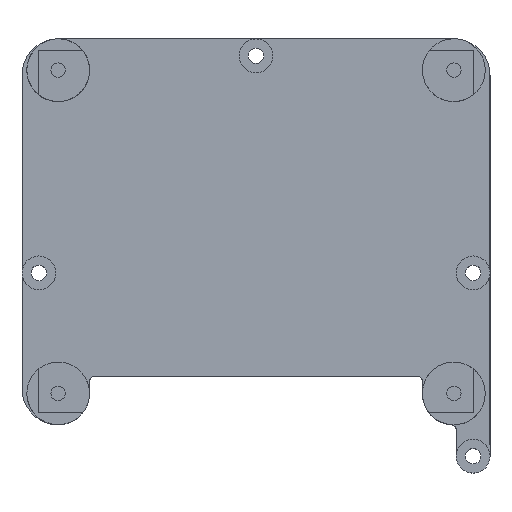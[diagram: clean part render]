
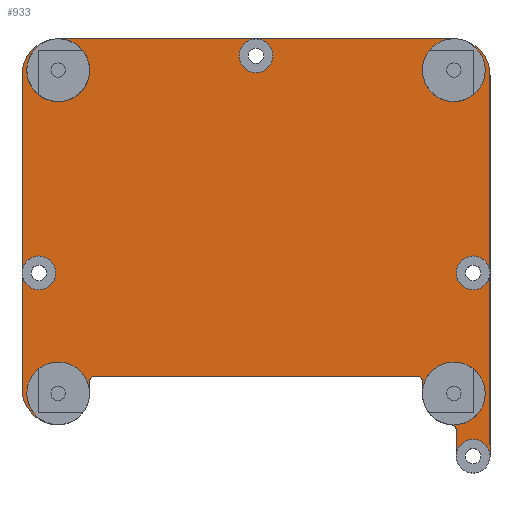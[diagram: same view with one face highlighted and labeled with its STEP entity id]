
A CAD part, top view. The second image highlights one B-rep face of the part: STEP entity #933.
In plain terms, the highlighted planar face has unit normal (0, 0, -1).
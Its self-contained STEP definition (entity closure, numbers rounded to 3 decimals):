
#41=FACE_BOUND('',#110,.T.);
#42=FACE_BOUND('',#111,.T.);
#43=FACE_BOUND('',#112,.T.);
#44=FACE_BOUND('',#113,.T.);
#53=FACE_OUTER_BOUND('',#109,.T.);
#109=EDGE_LOOP('',(#622,#623,#624,#625,#626,#627,#628,#629,#630,#631,#632,
#633,#634,#635,#636,#637));
#110=EDGE_LOOP('',(#638));
#111=EDGE_LOOP('',(#639));
#112=EDGE_LOOP('',(#640));
#113=EDGE_LOOP('',(#641));
#177=LINE('',#1451,#255);
#178=LINE('',#1455,#256);
#179=LINE('',#1459,#257);
#180=LINE('',#1463,#258);
#181=LINE('',#1469,#259);
#182=LINE('',#1473,#260);
#183=LINE('',#1476,#261);
#255=VECTOR('',#1137,10.);
#256=VECTOR('',#1140,10.);
#257=VECTOR('',#1143,10.);
#258=VECTOR('',#1146,10.);
#259=VECTOR('',#1151,10.);
#260=VECTOR('',#1154,10.);
#261=VECTOR('',#1157,10.);
#333=CIRCLE('',#1013,6.5);
#334=CIRCLE('',#1014,7.5);
#335=CIRCLE('',#1015,7.5);
#336=CIRCLE('',#1016,7.5);
#337=CIRCLE('',#1017,3.5);
#338=CIRCLE('',#1018,1.);
#339=CIRCLE('',#1019,6.5);
#340=CIRCLE('',#1020,1.);
#341=CIRCLE('',#1021,1.);
#342=CIRCLE('',#1022,1.6);
#343=CIRCLE('',#1023,1.6);
#344=CIRCLE('',#1024,1.6);
#345=CIRCLE('',#1025,1.6);
#394=VERTEX_POINT('',#1445);
#395=VERTEX_POINT('',#1446);
#396=VERTEX_POINT('',#1448);
#397=VERTEX_POINT('',#1450);
#398=VERTEX_POINT('',#1452);
#399=VERTEX_POINT('',#1454);
#400=VERTEX_POINT('',#1456);
#401=VERTEX_POINT('',#1458);
#402=VERTEX_POINT('',#1460);
#403=VERTEX_POINT('',#1462);
#404=VERTEX_POINT('',#1464);
#405=VERTEX_POINT('',#1466);
#406=VERTEX_POINT('',#1468);
#407=VERTEX_POINT('',#1470);
#408=VERTEX_POINT('',#1472);
#409=VERTEX_POINT('',#1474);
#410=VERTEX_POINT('',#1477);
#411=VERTEX_POINT('',#1479);
#412=VERTEX_POINT('',#1481);
#413=VERTEX_POINT('',#1483);
#483=EDGE_CURVE('',#394,#395,#333,.T.);
#484=EDGE_CURVE('',#396,#394,#334,.T.);
#485=EDGE_CURVE('',#397,#396,#177,.T.);
#486=EDGE_CURVE('',#398,#397,#335,.T.);
#487=EDGE_CURVE('',#399,#398,#178,.T.);
#488=EDGE_CURVE('',#400,#399,#336,.T.);
#489=EDGE_CURVE('',#401,#400,#179,.T.);
#490=EDGE_CURVE('',#401,#402,#337,.T.);
#491=EDGE_CURVE('',#402,#403,#180,.T.);
#492=EDGE_CURVE('',#404,#403,#338,.T.);
#493=EDGE_CURVE('',#405,#404,#339,.T.);
#494=EDGE_CURVE('',#405,#406,#181,.T.);
#495=EDGE_CURVE('',#407,#406,#340,.T.);
#496=EDGE_CURVE('',#407,#408,#182,.T.);
#497=EDGE_CURVE('',#409,#408,#341,.T.);
#498=EDGE_CURVE('',#409,#395,#183,.T.);
#499=EDGE_CURVE('',#410,#410,#342,.T.);
#500=EDGE_CURVE('',#411,#411,#343,.T.);
#501=EDGE_CURVE('',#412,#412,#344,.T.);
#502=EDGE_CURVE('',#413,#413,#345,.T.);
#622=ORIENTED_EDGE('',*,*,#483,.F.);
#623=ORIENTED_EDGE('',*,*,#484,.F.);
#624=ORIENTED_EDGE('',*,*,#485,.F.);
#625=ORIENTED_EDGE('',*,*,#486,.F.);
#626=ORIENTED_EDGE('',*,*,#487,.F.);
#627=ORIENTED_EDGE('',*,*,#488,.F.);
#628=ORIENTED_EDGE('',*,*,#489,.F.);
#629=ORIENTED_EDGE('',*,*,#490,.T.);
#630=ORIENTED_EDGE('',*,*,#491,.T.);
#631=ORIENTED_EDGE('',*,*,#492,.F.);
#632=ORIENTED_EDGE('',*,*,#493,.F.);
#633=ORIENTED_EDGE('',*,*,#494,.T.);
#634=ORIENTED_EDGE('',*,*,#495,.F.);
#635=ORIENTED_EDGE('',*,*,#496,.T.);
#636=ORIENTED_EDGE('',*,*,#497,.F.);
#637=ORIENTED_EDGE('',*,*,#498,.T.);
#638=ORIENTED_EDGE('',*,*,#499,.T.);
#639=ORIENTED_EDGE('',*,*,#500,.T.);
#640=ORIENTED_EDGE('',*,*,#501,.T.);
#641=ORIENTED_EDGE('',*,*,#502,.T.);
#900=PLANE('',#1012);
#933=ADVANCED_FACE('',(#53,#41,#42,#43,#44),#900,.F.);
#1012=AXIS2_PLACEMENT_3D('',#1444,#1131,#1132);
#1013=AXIS2_PLACEMENT_3D('',#1447,#1133,#1134);
#1014=AXIS2_PLACEMENT_3D('',#1449,#1135,#1136);
#1015=AXIS2_PLACEMENT_3D('',#1453,#1138,#1139);
#1016=AXIS2_PLACEMENT_3D('',#1457,#1141,#1142);
#1017=AXIS2_PLACEMENT_3D('',#1461,#1144,#1145);
#1018=AXIS2_PLACEMENT_3D('',#1465,#1147,#1148);
#1019=AXIS2_PLACEMENT_3D('',#1467,#1149,#1150);
#1020=AXIS2_PLACEMENT_3D('',#1471,#1152,#1153);
#1021=AXIS2_PLACEMENT_3D('',#1475,#1155,#1156);
#1022=AXIS2_PLACEMENT_3D('',#1478,#1158,#1159);
#1023=AXIS2_PLACEMENT_3D('',#1480,#1160,#1161);
#1024=AXIS2_PLACEMENT_3D('',#1482,#1162,#1163);
#1025=AXIS2_PLACEMENT_3D('',#1484,#1164,#1165);
#1131=DIRECTION('center_axis',(0.,0.,1.));
#1132=DIRECTION('ref_axis',(1.,0.,0.));
#1133=DIRECTION('center_axis',(0.,0.,1.));
#1134=DIRECTION('ref_axis',(0.707,-0.707,0.));
#1135=DIRECTION('center_axis',(0.,0.,1.));
#1136=DIRECTION('ref_axis',(-0.707,-0.707,0.));
#1137=DIRECTION('',(0.,-1.,0.));
#1138=DIRECTION('center_axis',(0.,0.,1.));
#1139=DIRECTION('ref_axis',(-0.707,0.707,0.));
#1140=DIRECTION('',(-1.,0.,0.));
#1141=DIRECTION('center_axis',(0.,0.,1.));
#1142=DIRECTION('ref_axis',(0.707,0.707,0.));
#1143=DIRECTION('',(0.,1.,0.));
#1144=DIRECTION('center_axis',(0.,0.,-1.));
#1145=DIRECTION('ref_axis',(-1.,0.,0.));
#1146=DIRECTION('',(0.,1.,0.));
#1147=DIRECTION('center_axis',(0.,0.,-1.));
#1148=DIRECTION('ref_axis',(0.707,0.707,0.));
#1149=DIRECTION('center_axis',(0.,0.,1.));
#1150=DIRECTION('ref_axis',(1.,0.,0.));
#1151=DIRECTION('',(0.,1.,0.));
#1152=DIRECTION('center_axis',(0.,0.,-1.));
#1153=DIRECTION('ref_axis',(0.707,0.707,0.));
#1154=DIRECTION('',(-1.,0.,0.));
#1155=DIRECTION('center_axis',(0.,0.,-1.));
#1156=DIRECTION('ref_axis',(-0.707,0.707,0.));
#1157=DIRECTION('',(0.,-1.,0.));
#1158=DIRECTION('center_axis',(0.,0.,1.));
#1159=DIRECTION('ref_axis',(1.,0.,0.));
#1160=DIRECTION('center_axis',(0.,0.,1.));
#1161=DIRECTION('ref_axis',(1.,0.,0.));
#1162=DIRECTION('center_axis',(0.,0.,1.));
#1163=DIRECTION('ref_axis',(1.,0.,0.));
#1164=DIRECTION('center_axis',(0.,0.,1.));
#1165=DIRECTION('ref_axis',(1.,0.,0.));
#1444=CARTESIAN_POINT('Origin',(48.5,40.,0.));
#1445=CARTESIAN_POINT('',(7.5,0.,0.));
#1446=CARTESIAN_POINT('',(14.,6.5,0.));
#1447=CARTESIAN_POINT('Origin',(7.5,6.5,0.));
#1448=CARTESIAN_POINT('',(0.,7.5,0.));
#1449=CARTESIAN_POINT('Origin',(7.5,7.5,0.));
#1450=CARTESIAN_POINT('',(0.,72.5,0.));
#1451=CARTESIAN_POINT('',(0.,80.,0.));
#1452=CARTESIAN_POINT('',(7.5,80.,0.));
#1453=CARTESIAN_POINT('Origin',(7.5,72.5,0.));
#1454=CARTESIAN_POINT('',(89.5,80.,0.));
#1455=CARTESIAN_POINT('',(97.,80.,0.));
#1456=CARTESIAN_POINT('',(97.,72.5,0.));
#1457=CARTESIAN_POINT('Origin',(89.5,72.5,0.));
#1458=CARTESIAN_POINT('',(97.,-6.5,0.));
#1459=CARTESIAN_POINT('',(97.,0.,0.));
#1460=CARTESIAN_POINT('',(90.,-6.5,0.));
#1461=CARTESIAN_POINT('Origin',(93.5,-6.5,0.));
#1462=CARTESIAN_POINT('',(90.,-1.,0.));
#1463=CARTESIAN_POINT('',(90.,-5.75,0.));
#1464=CARTESIAN_POINT('',(89.067,-0.002,0.));
#1465=CARTESIAN_POINT('Origin',(89.,-1.,0.));
#1466=CARTESIAN_POINT('',(83.,6.483,0.));
#1467=CARTESIAN_POINT('Origin',(89.5,6.483,0.));
#1468=CARTESIAN_POINT('',(83.,9.,0.));
#1469=CARTESIAN_POINT('',(83.,25.,0.));
#1470=CARTESIAN_POINT('',(82.,10.,0.));
#1471=CARTESIAN_POINT('Origin',(82.,9.,0.));
#1472=CARTESIAN_POINT('',(15.,10.,0.));
#1473=CARTESIAN_POINT('',(31.25,10.,0.));
#1474=CARTESIAN_POINT('',(14.,9.,0.));
#1475=CARTESIAN_POINT('Origin',(15.,9.,0.));
#1476=CARTESIAN_POINT('',(14.,20.,0.));
#1477=CARTESIAN_POINT('',(1.9,31.5,0.));
#1478=CARTESIAN_POINT('Origin',(3.5,31.5,0.));
#1479=CARTESIAN_POINT('',(91.9,-6.5,0.));
#1480=CARTESIAN_POINT('Origin',(93.5,-6.5,0.));
#1481=CARTESIAN_POINT('',(46.9,76.5,0.));
#1482=CARTESIAN_POINT('Origin',(48.5,76.5,0.));
#1483=CARTESIAN_POINT('',(91.9,31.5,0.));
#1484=CARTESIAN_POINT('Origin',(93.5,31.5,0.));
